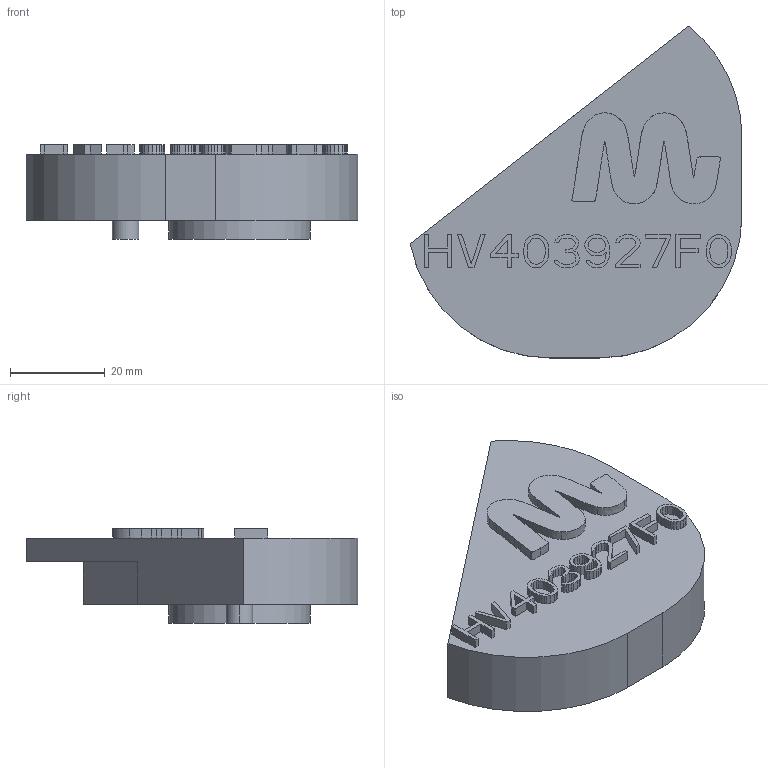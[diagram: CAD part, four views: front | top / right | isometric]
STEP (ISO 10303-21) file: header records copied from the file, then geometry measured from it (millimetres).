
FILE_DESCRIPTION((''),'2;1');
FILE_NAME('HV403927F0','2025-06-16T15:15:51',('DonaVivien'),(''),'CREO PARAMETRIC BY PTC INC, 2024014','CREO PARAMETRIC BY PTC INC, 2024014','');
FILE_SCHEMA(('AP242_MANAGED_MODEL_BASED_3D_ENGINEERING_MIM_LF { 1 0 10303 442 1 1 4 }'));
Length unit declared in the file: millimetre
Products named in the file (1): HV403927F0
Bounding box: 70 x 70 x 20 mm (x, y, z)
Volume: 43800.6 mm3; surface area: 10542.9 mm2
Topology: 1 solids, 1 shells, 392 faces, 1118 edges, 745 vertices
Faces by surface type: plane 309, extrusion 75, cylinder 8
Entity records: 13767 total; most frequent: CARTESIAN_POINT 3520, ORIENTED_EDGE 2236, DIRECTION 1735, EDGE_CURVE 1118, VECTOR 1027, LINE 952, VERTEX_POINT 745, EDGE_LOOP 409
